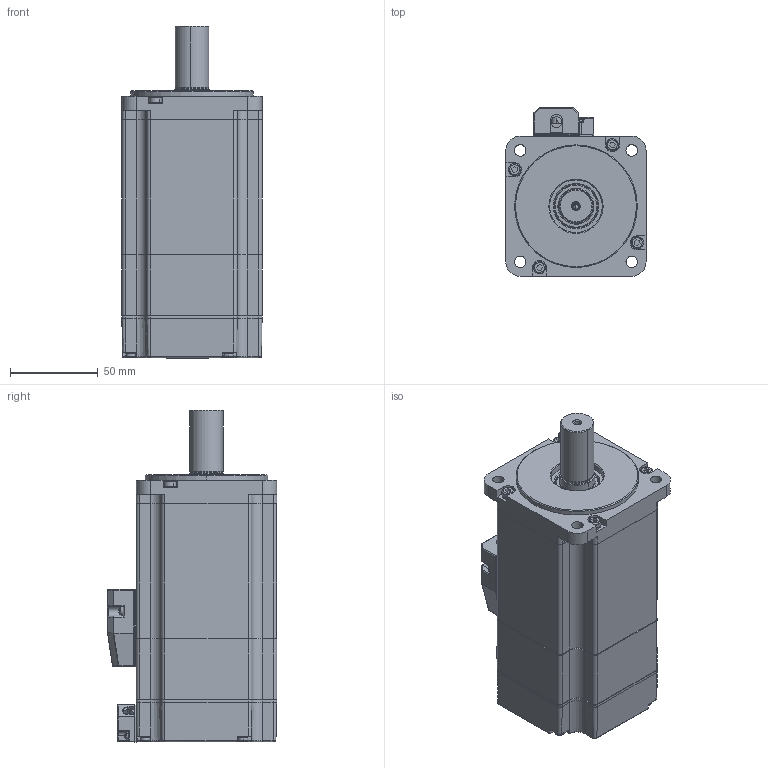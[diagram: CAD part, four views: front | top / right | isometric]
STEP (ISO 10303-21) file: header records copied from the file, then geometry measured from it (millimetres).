
FILE_DESCRIPTION (( 'STEP AP203' ), '1' );
FILE_NAME ('EM1-750W-B.STEP', '2019-12-03T07:49:50', ( '' ), ( '' ), 'SwSTEP 2.0', 'SolidWorks 2015', '' );
FILE_SCHEMA (( 'CONFIG_CONTROL_DESIGN' ));
Length unit declared in the file: millimetre
Products named in the file (1): EM1-750W-B
Bounding box: 80.04 x 96.54 x 189.4 mm (x, y, z)
Surface area: 78950.4 mm2 (no closed solid volume)
Topology: 0 solids, 26 shells, 650 faces, 2006 edges, 1329 vertices
Faces by surface type: plane 293, cylinder 198, cone 78, sphere 38, torus 38, bspline 5
Entity records: 23281 total; most frequent: CARTESIAN_POINT 5362, DIRECTION 3941, ORIENTED_EDGE 3383, EDGE_CURVE 1966, AXIS2_PLACEMENT_3D 1419, VERTEX_POINT 1317, VECTOR 1103, LINE 1103
